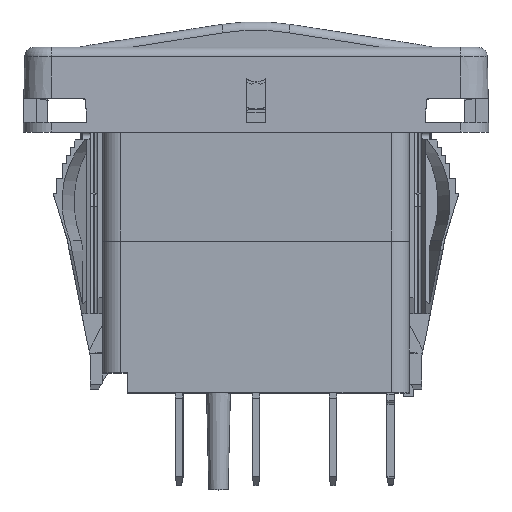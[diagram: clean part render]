
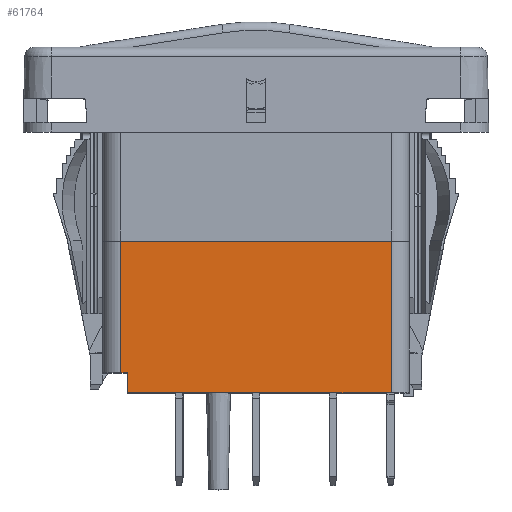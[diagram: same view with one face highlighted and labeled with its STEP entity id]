
A CAD part, top view. The second image highlights one B-rep face of the part: STEP entity #61764.
In plain terms, the highlighted planar face has unit normal (0, 0, 1).
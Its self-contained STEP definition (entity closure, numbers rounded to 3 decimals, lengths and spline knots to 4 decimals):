
#20625=DIRECTION('',(0.,-1.,0.));
#20626=VECTOR('',#20625,0.542);
#20627=CARTESIAN_POINT('',(-0.558,0.,0.41));
#20628=LINE('',#20627,#20626);
#20634=DIRECTION('',(-1.,0.,0.));
#20635=VECTOR('',#20634,1.116);
#20636=CARTESIAN_POINT('',(0.558,0.,0.41));
#20637=LINE('',#20636,#20635);
#20638=DIRECTION('',(1.,0.,0.));
#20639=VECTOR('',#20638,1.089);
#20640=CARTESIAN_POINT('',(-0.531,-0.625,0.41));
#20641=LINE('',#20640,#20639);
#20642=DIRECTION('',(0.,1.,0.));
#20643=VECTOR('',#20642,0.083);
#20644=CARTESIAN_POINT('',(-0.531,-0.625,0.41));
#20645=LINE('',#20644,#20643);
#20646=DIRECTION('',(1.,0.,0.));
#20647=VECTOR('',#20646,0.027);
#20648=CARTESIAN_POINT('',(-0.558,-0.542,0.41));
#20649=LINE('',#20648,#20647);
#20663=DIRECTION('',(0.,1.,0.));
#20664=VECTOR('',#20663,0.625);
#20665=CARTESIAN_POINT('',(0.558,-0.625,0.41));
#20666=LINE('',#20665,#20664);
#28286=CARTESIAN_POINT('',(-0.558,0.,0.41));
#28287=CARTESIAN_POINT('',(-0.558,-0.542,0.41));
#28288=VERTEX_POINT('',#28286);
#28289=VERTEX_POINT('',#28287);
#28306=CARTESIAN_POINT('',(0.558,-0.625,0.41));
#28307=CARTESIAN_POINT('',(0.558,0.,0.41));
#28308=VERTEX_POINT('',#28306);
#28309=VERTEX_POINT('',#28307);
#28476=CARTESIAN_POINT('',(-0.531,-0.625,0.41));
#28477=CARTESIAN_POINT('',(-0.531,-0.542,0.41));
#28478=VERTEX_POINT('',#28476);
#28479=VERTEX_POINT('',#28477);
#61749=CARTESIAN_POINT('',(0.,0.,0.41));
#61750=DIRECTION('',(0.,0.,1.));
#61751=DIRECTION('',(1.,0.,0.));
#61752=AXIS2_PLACEMENT_3D('',#61749,#61750,#61751);
#61753=PLANE('',#61752);
#61754=ORIENTED_EDGE('',*,*,#61742,.F.);
#61755=ORIENTED_EDGE('',*,*,#61610,.F.);
#61757=ORIENTED_EDGE('',*,*,#61756,.F.);
#61758=ORIENTED_EDGE('',*,*,#61133,.F.);
#61759=ORIENTED_EDGE('',*,*,#61206,.T.);
#61761=ORIENTED_EDGE('',*,*,#61760,.F.);
#61762=EDGE_LOOP('',(#61754,#61755,#61757,#61758,#61759,#61761));
#61763=FACE_OUTER_BOUND('',#61762,.F.);
#61133=EDGE_CURVE('',#28478,#28308,#20641,.T.);
#61206=EDGE_CURVE('',#28478,#28479,#20645,.T.);
#61610=EDGE_CURVE('',#28309,#28288,#20637,.T.);
#61742=EDGE_CURVE('',#28288,#28289,#20628,.T.);
#61756=EDGE_CURVE('',#28308,#28309,#20666,.T.);
#61760=EDGE_CURVE('',#28289,#28479,#20649,.T.);
#61764=ADVANCED_FACE('',(#61763),#61753,.T.);
